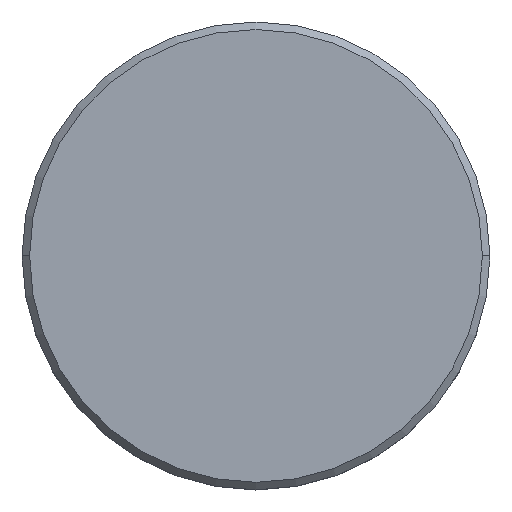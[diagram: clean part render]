
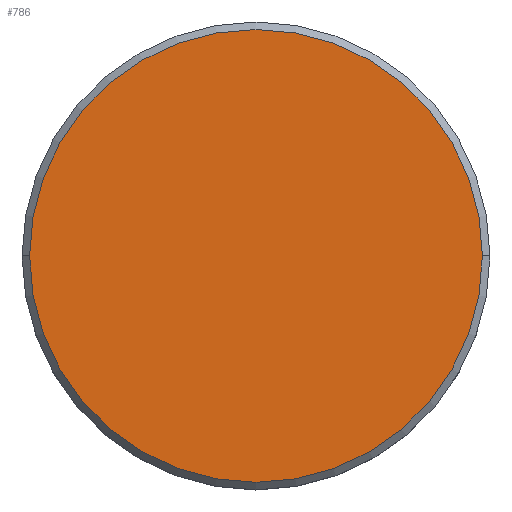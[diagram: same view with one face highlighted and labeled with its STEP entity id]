
A CAD part, top view. The second image highlights one B-rep face of the part: STEP entity #786.
In plain terms, the highlighted planar face has unit normal (0, 0, 1).
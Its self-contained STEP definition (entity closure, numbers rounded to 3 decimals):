
#48 = AXIS2_PLACEMENT_3D ( 'NONE', #407, #661, #801 ) ;
#288 = CIRCLE ( 'NONE', #558, 15. ) ;
#363 = AXIS2_PLACEMENT_3D ( 'NONE', #1073, #450, #1088 ) ;
#407 = CARTESIAN_POINT ( 'NONE',  ( 0., 0., 0. ) ) ;
#447 = FACE_OUTER_BOUND ( 'NONE', #861, .T. ) ;
#450 = DIRECTION ( 'NONE',  ( 0., 0., 1. ) ) ;
#487 = CARTESIAN_POINT ( 'NONE',  ( 15., 0., 0. ) ) ;
#512 = DIRECTION ( 'NONE',  ( 0., 0., 1. ) ) ;
#558 = AXIS2_PLACEMENT_3D ( 'NONE', #684, #512, #967 ) ;
#579 = EDGE_CURVE ( 'NONE', #984, #962, #920, .T. ) ;
#651 = EDGE_CURVE ( 'NONE', #962, #984, #288, .T. ) ;
#661 = DIRECTION ( 'NONE',  ( 0., 0., 1. ) ) ;
#684 = CARTESIAN_POINT ( 'NONE',  ( 0., 0., 0. ) ) ;
#755 = CARTESIAN_POINT ( 'NONE',  ( -15., 0., 0. ) ) ;
#769 = ORIENTED_EDGE ( 'NONE', *, *, #579, .T. ) ;
#772 = ORIENTED_EDGE ( 'NONE', *, *, #651, .T. ) ;
#786 = ADVANCED_FACE ( 'NONE', ( #447 ), #917, .T. ) ;
#801 = DIRECTION ( 'NONE',  ( 1., 0., 0. ) ) ;
#861 = EDGE_LOOP ( 'NONE', ( #772, #769 ) ) ;
#917 = PLANE ( 'NONE',  #363 ) ;
#920 = CIRCLE ( 'NONE', #48, 15. ) ;
#962 = VERTEX_POINT ( 'NONE', #755 ) ;
#967 = DIRECTION ( 'NONE',  ( 1., 0., 0. ) ) ;
#984 = VERTEX_POINT ( 'NONE', #487 ) ;
#1073 = CARTESIAN_POINT ( 'NONE',  ( 0., 0., 0. ) ) ;
#1088 = DIRECTION ( 'NONE',  ( 1., 0., 0. ) ) ;
